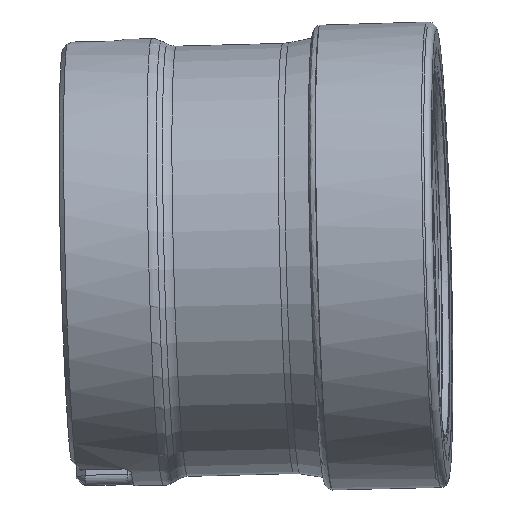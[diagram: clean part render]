
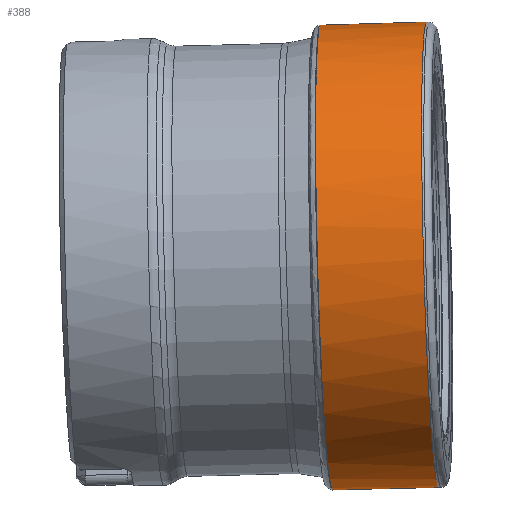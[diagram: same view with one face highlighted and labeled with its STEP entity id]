
A CAD part, left-side view. The second image highlights one B-rep face of the part: STEP entity #388.
In plain terms, the highlighted face is a revolution surface.
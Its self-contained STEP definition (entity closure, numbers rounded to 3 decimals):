
#388=ADVANCED_FACE('',(#680,#681),#493,.T.);
#493=SURFACE_OF_REVOLUTION('',#543,#518);
#518=AXIS1_PLACEMENT('',#3048,#2249);
#543=B_SPLINE_CURVE_WITH_KNOTS('',3,(#3035,#3036,#3037,#3038,#3039,#3040,
#3041,#3042,#3043,#3044,#3045,#3046,#3047),.UNSPECIFIED.,.F.,.F.,(4,3,3,
3,4),(0.,0.251,0.502,1.,1.),
 .UNSPECIFIED.);
#622=(
BOUNDED_CURVE()
B_SPLINE_CURVE(3,(#2651,#2652,#2653,#2654,#2655,#2656,#2657),
 .UNSPECIFIED.,.T.,.F.)
B_SPLINE_CURVE_WITH_KNOTS((1,3,3,3,1),(-0.5,0.,0.5,1.,1.5),
 .UNSPECIFIED.)
CURVE()
GEOMETRIC_REPRESENTATION_ITEM()
RATIONAL_B_SPLINE_CURVE((1.,0.333,0.333,1.,0.333,
0.333,1.))
REPRESENTATION_ITEM('')
);
#680=FACE_BOUND('',#796,.T.);
#681=FACE_BOUND('',#797,.T.);
#796=EDGE_LOOP('',(#962));
#797=EDGE_LOOP('',(#963));
#962=ORIENTED_EDGE('',*,*,#1408,.F.);
#963=ORIENTED_EDGE('',*,*,#1434,.F.);
#1275=VERTEX_POINT('',#2658);
#1301=VERTEX_POINT('',#3020);
#1408=EDGE_CURVE('',#1275,#1275,#622,.T.);
#1434=EDGE_CURVE('',#1301,#1301,#1613,.T.);
#1613=CIRCLE('',#1995,24.956);
#1995=AXIS2_PLACEMENT_3D('',#3019,#2246,#2247);
#2246=DIRECTION('',(0.04,0.999,-0.026));
#2247=DIRECTION('',(-0.99,0.043,0.136));
#2249=DIRECTION('',(-0.04,-0.999,0.026));
#2651=CARTESIAN_POINT('',(23.172,-40.042,-2.393));
#2652=CARTESIAN_POINT('',(30.023,-39.036,47.103));
#2653=CARTESIAN_POINT('',(-19.444,-36.879,53.905));
#2654=CARTESIAN_POINT('',(-26.294,-37.884,4.409));
#2655=CARTESIAN_POINT('',(-33.144,-38.89,-45.088));
#2656=CARTESIAN_POINT('',(16.322,-41.047,-51.89));
#2657=CARTESIAN_POINT('',(23.172,-40.042,-2.393));
#2658=CARTESIAN_POINT('',(23.172,-40.042,-2.393));
#3019=CARTESIAN_POINT('',(-1.105,-27.586,0.713));
#3020=CARTESIAN_POINT('',(-25.805,-26.508,4.11));
#3035=CARTESIAN_POINT('',(23.595,-28.663,-2.683));
#3036=CARTESIAN_POINT('',(23.562,-29.616,-2.659));
#3037=CARTESIAN_POINT('',(23.529,-30.569,-2.635));
#3038=CARTESIAN_POINT('',(23.495,-31.522,-2.611));
#3039=CARTESIAN_POINT('',(23.461,-32.475,-2.587));
#3040=CARTESIAN_POINT('',(23.427,-33.427,-2.563));
#3041=CARTESIAN_POINT('',(23.392,-34.38,-2.539));
#3042=CARTESIAN_POINT('',(23.323,-36.267,-2.491));
#3043=CARTESIAN_POINT('',(23.251,-38.154,-2.443));
#3044=CARTESIAN_POINT('',(23.172,-40.041,-2.393));
#3045=CARTESIAN_POINT('',(23.172,-40.041,-2.393));
#3046=CARTESIAN_POINT('',(23.172,-40.041,-2.393));
#3047=CARTESIAN_POINT('',(23.172,-40.042,-2.393));
#3048=CARTESIAN_POINT('',(-1.6,-39.955,1.033));
